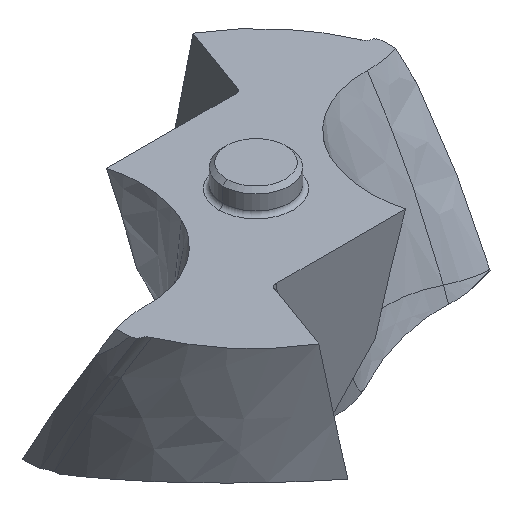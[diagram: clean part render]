
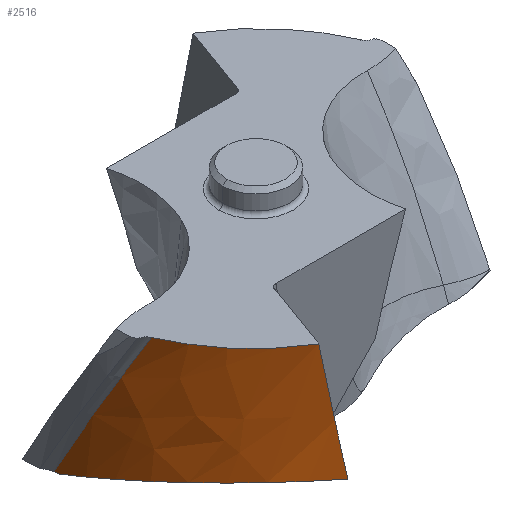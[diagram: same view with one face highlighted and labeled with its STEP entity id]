
A CAD part, isometric view. The second image highlights one B-rep face of the part: STEP entity #2516.
In plain terms, the highlighted free-form (B-spline) face has degree [3, 3] with [7, 5] control points.
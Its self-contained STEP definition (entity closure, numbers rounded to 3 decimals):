
#170=CARTESIAN_POINT('',(-3.854,-6.204,
0.));
#171=CARTESIAN_POINT('',(-4.402,-5.874,
0.));
#172=CARTESIAN_POINT('',(-5.585,-4.93,
0.));
#173=CARTESIAN_POINT('',(-6.426,-3.659,
0.));
#174=CARTESIAN_POINT('',(-6.766,-2.869,
0.));
#461=CARTESIAN_POINT('',(-7.348,0.197,
-5.587));
#773=CARTESIAN_POINT('',(-3.132,-6.566,
-4.553));
#774=CARTESIAN_POINT('',(-3.334,-6.472,
-4.515));
#775=CARTESIAN_POINT('',(-3.724,-6.268,
-4.452));
#776=CARTESIAN_POINT('',(-4.248,-5.937,
-4.39));
#777=CARTESIAN_POINT('',(-4.775,-5.536,
-4.354));
#778=CARTESIAN_POINT('',(-5.24,-5.111,
-4.349));
#779=CARTESIAN_POINT('',(-5.663,-4.653,
-4.372));
#780=CARTESIAN_POINT('',(-6.045,-4.159,
-4.425));
#781=CARTESIAN_POINT('',(-6.374,-3.649,
-4.503));
#782=CARTESIAN_POINT('',(-6.662,-3.109,
-4.607));
#783=CARTESIAN_POINT('',(-6.915,-2.509,
-4.747));
#784=CARTESIAN_POINT('',(-7.097,-1.944,
-4.9));
#785=CARTESIAN_POINT('',(-7.245,-1.3,
-5.095));
#786=CARTESIAN_POINT('',(-7.33,-0.671,
-5.308));
#787=CARTESIAN_POINT('',(-7.351,-0.226,
-5.473));
#788=CARTESIAN_POINT('',(-7.351,0.,
-5.56));
#790=CARTESIAN_POINT('',(-7.351,0.,
-5.56));
#791=CARTESIAN_POINT('',(-7.351,0.022,
-5.563));
#792=CARTESIAN_POINT('',(-7.35,0.066,
-5.569));
#793=CARTESIAN_POINT('',(-7.35,0.131,
-5.578));
#794=CARTESIAN_POINT('',(-7.349,0.175,
-5.584));
#795=CARTESIAN_POINT('',(-7.348,0.197,
-5.587));
#797=CARTESIAN_POINT('',(-7.348,0.197,
-5.587));
#798=CARTESIAN_POINT('',(-7.369,-0.402,
-4.491));
#799=CARTESIAN_POINT('',(-7.27,-1.441,
-2.629));
#800=CARTESIAN_POINT('',(-6.94,-2.46,
-0.766));
#801=CARTESIAN_POINT('',(-6.766,-2.869,
0.));
#803=CARTESIAN_POINT('',(-3.854,-6.204,
0.));
#804=CARTESIAN_POINT('',(-3.796,-6.224,
-0.348));
#805=CARTESIAN_POINT('',(-3.686,-6.261,
-1.006));
#806=CARTESIAN_POINT('',(-3.544,-6.317,
-1.874));
#807=CARTESIAN_POINT('',(-3.422,-6.373,
-2.632));
#808=CARTESIAN_POINT('',(-3.315,-6.433,
-3.316));
#809=CARTESIAN_POINT('',(-3.219,-6.497,
-3.952));
#810=CARTESIAN_POINT('',(-3.16,-6.543,
-4.356));
#811=CARTESIAN_POINT('',(-3.132,-6.566,
-4.553));
#963=CARTESIAN_POINT('',(-3.854,-6.204,
0.));
#964=VERTEX_POINT('',#963);
#965=VERTEX_POINT('',#174);
#996=CARTESIAN_POINT('',(-7.351,0.,
-5.56));
#997=VERTEX_POINT('',#996);
#998=VERTEX_POINT('',#773);
#1013=VERTEX_POINT('',#461);
#2472=CARTESIAN_POINT('',(-3.447,-6.487,
-5.643));
#2473=CARTESIAN_POINT('',(-3.005,-6.629,
-4.529));
#2474=CARTESIAN_POINT('',(-2.111,-6.896,
-2.63));
#2475=CARTESIAN_POINT('',(-0.976,-7.142,
-0.731));
#2476=CARTESIAN_POINT('',(-0.468,-7.232,
0.053));
#2477=CARTESIAN_POINT('',(-3.535,-6.44,
-5.643));
#2478=CARTESIAN_POINT('',(-3.095,-6.591,
-4.529));
#2479=CARTESIAN_POINT('',(-2.204,-6.872,
-2.63));
#2480=CARTESIAN_POINT('',(-1.073,-7.131,
-0.731));
#2481=CARTESIAN_POINT('',(-0.566,-7.228,
0.053));
#2482=CARTESIAN_POINT('',(-4.388,-5.966,
-5.643));
#2483=CARTESIAN_POINT('',(-3.968,-6.197,
-4.529));
#2484=CARTESIAN_POINT('',(-3.112,-6.614,
-2.63));
#2485=CARTESIAN_POINT('',(-2.015,-7.011,
-0.731));
#2486=CARTESIAN_POINT('',(-1.523,-7.164,
0.053));
#2487=CARTESIAN_POINT('',(-5.818,-4.744,
-5.643));
#2488=CARTESIAN_POINT('',(-5.467,-5.119,
-4.529));
#2489=CARTESIAN_POINT('',(-4.73,-5.781,
-2.63));
#2490=CARTESIAN_POINT('',(-3.752,-6.423,
-0.731));
#2491=CARTESIAN_POINT('',(-3.308,-6.677,
0.053));
#2492=CARTESIAN_POINT('',(-7.125,-2.384,
-5.643));
#2493=CARTESIAN_POINT('',(-6.939,-2.918,
-4.529));
#2494=CARTESIAN_POINT('',(-6.484,-3.85,
-2.63));
#2495=CARTESIAN_POINT('',(-5.787,-4.762,
-0.731));
#2496=CARTESIAN_POINT('',(-5.46,-5.127,
0.053));
#2497=CARTESIAN_POINT('',(-7.382,-0.594,
-5.643));
#2498=CARTESIAN_POINT('',(-7.337,-1.188,
-4.529));
#2499=CARTESIAN_POINT('',(-7.123,-2.222,
-2.63));
#2500=CARTESIAN_POINT('',(-6.668,-3.235,
-0.731));
#2501=CARTESIAN_POINT('',(-6.44,-3.642,
0.053));
#2502=CARTESIAN_POINT('',(-7.344,0.307,
-5.643));
#2503=CARTESIAN_POINT('',(-7.375,-0.302,
-4.529));
#2504=CARTESIAN_POINT('',(-7.288,-1.365,
-2.63));
#2505=CARTESIAN_POINT('',(-6.96,-2.406,
-0.731));
#2506=CARTESIAN_POINT('',(-6.785,-2.825,
0.053));
#2507=B_SPLINE_SURFACE_WITH_KNOTS('',3,3,((#2472,#2473,#2474,#2475,#2476),
(#2477,#2478,#2479,#2480,#2481),(#2482,#2483,#2484,#2485,#2486),(#2487,#2488,
#2489,#2490,#2491),(#2492,#2493,#2494,#2495,#2496),(#2497,#2498,#2499,#2500,
#2501),(#2502,#2503,#2504,#2505,#2506)),.UNSPECIFIED.,.F.,.F.,.F.,(4,1,1,1,4),
(4,1,4),(0.222,0.25,0.5,0.75,1.008),(
0.065,3.927,6.643),.UNSPECIFIED.);
#2508=ORIENTED_EDGE('',*,*,#1693,.T.);
#2509=ORIENTED_EDGE('',*,*,#1737,.T.);
#2510=ORIENTED_EDGE('',*,*,#2460,.T.);
#2511=ORIENTED_EDGE('',*,*,#1299,.F.);
#2513=ORIENTED_EDGE('',*,*,#2512,.T.);
#2514=EDGE_LOOP('',(#2508,#2509,#2510,#2511,#2513));
#2515=FACE_OUTER_BOUND('',#2514,.F.);
#175=B_SPLINE_CURVE_WITH_KNOTS('',3,(#170,#171,#172,#173,#174),.UNSPECIFIED.,
.F.,.F.,(4,1,4),(0.,0.426,1.),.UNSPECIFIED.);
#789=B_SPLINE_CURVE_WITH_KNOTS('',3,(#773,#774,#775,#776,#777,#778,#779,#780,
#781,#782,#783,#784,#785,#786,#787,#788),.UNSPECIFIED.,.F.,.F.,(4,1,1,1,1,1,1,1,
1,1,1,1,1,4),(0.,0.077,0.154,0.231,
0.308,0.385,0.462,0.538,
0.615,0.692,0.769,0.846,
0.923,1.),.UNSPECIFIED.);
#796=B_SPLINE_CURVE_WITH_KNOTS('',3,(#790,#791,#792,#793,#794,#795),
.UNSPECIFIED.,.F.,.F.,(4,1,1,4),(0.,0.333,0.667,1.),
.UNSPECIFIED.);
#802=B_SPLINE_CURVE_WITH_KNOTS('',3,(#797,#798,#799,#800,#801),.UNSPECIFIED.,
.F.,.F.,(4,1,4),(0.,0.588,1.),.UNSPECIFIED.);
#812=B_SPLINE_CURVE_WITH_KNOTS('',3,(#803,#804,#805,#806,#807,#808,#809,#810,
#811),.UNSPECIFIED.,.F.,.F.,(4,1,1,1,1,1,4),(0.,0.167,
0.333,0.5,0.667,0.833,1.),
.UNSPECIFIED.);
#1299=EDGE_CURVE('',#964,#965,#175,.T.);
#1693=EDGE_CURVE('',#998,#997,#789,.T.);
#1737=EDGE_CURVE('',#997,#1013,#796,.T.);
#2460=EDGE_CURVE('',#1013,#965,#802,.T.);
#2512=EDGE_CURVE('',#964,#998,#812,.T.);
#2516=ADVANCED_FACE('',(#2515),#2507,.F.);
